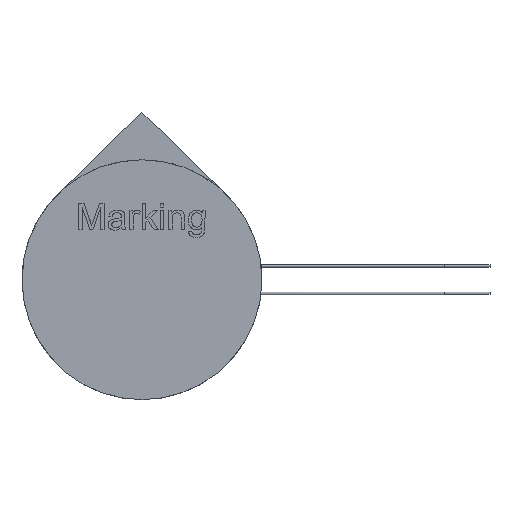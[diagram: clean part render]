
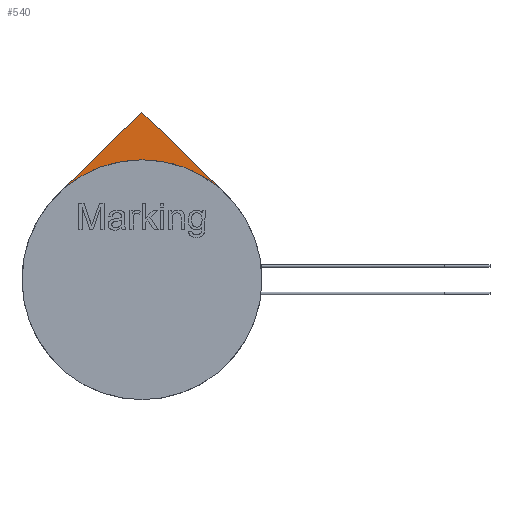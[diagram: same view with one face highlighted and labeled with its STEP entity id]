
A CAD part, top view. The second image highlights one B-rep face of the part: STEP entity #540.
In plain terms, the highlighted planar face has unit normal (0, 0, 1).
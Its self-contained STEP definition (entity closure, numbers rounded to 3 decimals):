
#540 = ADVANCED_FACE( '', ( #1250 ), #1251, .F. );
#1250 = FACE_OUTER_BOUND( '', #2801, .T. );
#1251 = PLANE( '', #2802 );
#2801 = EDGE_LOOP( '', ( #11260, #11261, #11262 ) );
#2802 = AXIS2_PLACEMENT_3D( '', #11263, #11264, #11265 );
#11260 = ORIENTED_EDGE( '', *, *, #13290, .F. );
#11261 = ORIENTED_EDGE( '', *, *, #13291, .F. );
#11262 = ORIENTED_EDGE( '', *, *, #13292, .F. );
#11263 = CARTESIAN_POINT( '', ( 0., 0., 0.071 ) );
#11264 = DIRECTION( '', ( 0., 0., -1. ) );
#11265 = DIRECTION( '', ( -1., 0., 0. ) );
#13290 = EDGE_CURVE( '', #14168, #14169, #14170, .T. );
#13291 = EDGE_CURVE( '', #14171, #14168, #14172, .T. );
#13292 = EDGE_CURVE( '', #14169, #14171, #14173, .T. );
#14168 = VERTEX_POINT( '', #15365 );
#14169 = VERTEX_POINT( '', #15366 );
#14170 = CIRCLE( '', #15367, 13.15 );
#14171 = VERTEX_POINT( '', #15368 );
#14172 = LINE( '', #15369, #15370 );
#14173 = LINE( '', #15371, #15372 );
#15365 = CARTESIAN_POINT( '', ( 9.172, 9.424, 0.071 ) );
#15366 = CARTESIAN_POINT( '', ( -9.172, 9.424, 0.071 ) );
#15367 = AXIS2_PLACEMENT_3D( '', #17392, #17393, #17394 );
#15368 = CARTESIAN_POINT( '', ( 0., 18.35, 0.071 ) );
#15369 = CARTESIAN_POINT( '', ( 0., 18.35, 0.071 ) );
#15370 = VECTOR( '', #17395, 1000. );
#15371 = CARTESIAN_POINT( '', ( -9.172, 9.424, 0.071 ) );
#15372 = VECTOR( '', #17396, 1000. );
#17392 = CARTESIAN_POINT( '', ( 0., 0., 0.071 ) );
#17393 = DIRECTION( '', ( 0., 0., -1. ) );
#17394 = DIRECTION( '', ( 0., 1., 0. ) );
#17395 = DIRECTION( '', ( 0.717, -0.697, 0. ) );
#17396 = DIRECTION( '', ( 0.717, 0.697, 0. ) );
